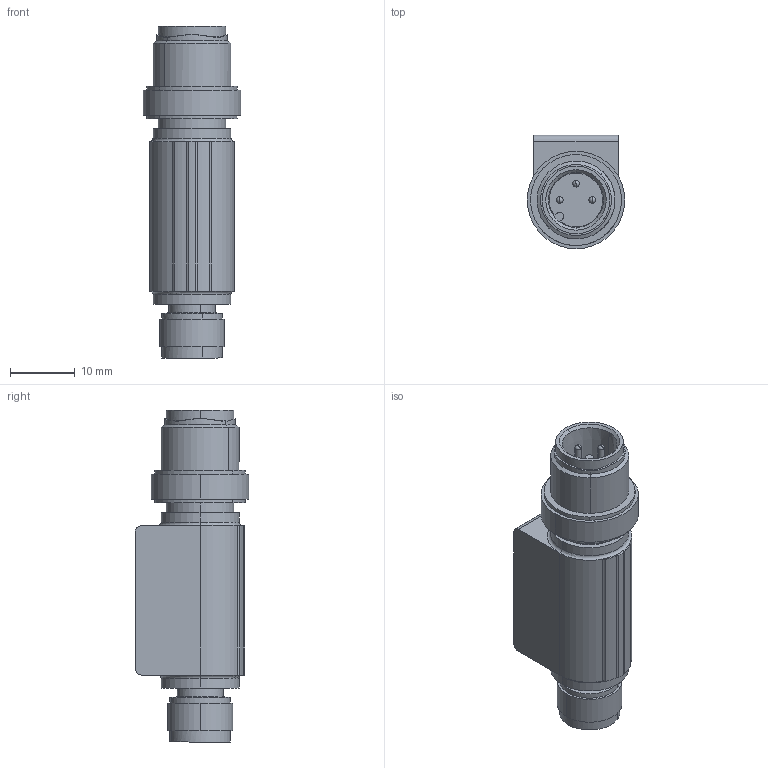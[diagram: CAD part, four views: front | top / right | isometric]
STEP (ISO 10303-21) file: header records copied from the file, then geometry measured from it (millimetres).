
FILE_DESCRIPTION(('SolidDesigner STEP Export'),'2;1');
FILE_NAME('1519752.stp','2010-10-08T14:09:04',(''),(''),'CoCreate Modeling STEP processor for AP214 (Solid Model)','CoCreate Modeling 16.00A 16-Aug-2008 (C) Parametric Technology GmbH','');
FILE_SCHEMA(('AUTOMOTIVE_DESIGN { 1 0 10303 214 1 1 1 1 }'));
Length unit declared in the file: millimetre
Products named in the file (2): 1519752
Assembly tree (1 placements, depth 2):
  1519752
    1519752
Bounding box: 15 x 17.5 x 51.1 mm (x, y, z)
Volume: 6938.1 mm3; surface area: 3485 mm2
Topology: 1 solids, 1 shells, 141 faces, 343 edges, 218 vertices
Faces by surface type: cylinder 67, plane 31, cone 27, torus 10, sphere 6
Entity records: 5568 total; most frequent: CARTESIAN_POINT 1536, ORIENTED_EDGE 674, DIRECTION 489, EDGE_CURVE 337, VERTEX_POINT 218, AXIS2_PLACEMENT_3D 193, EDGE_LOOP 161, COLOUR_RGB 142
